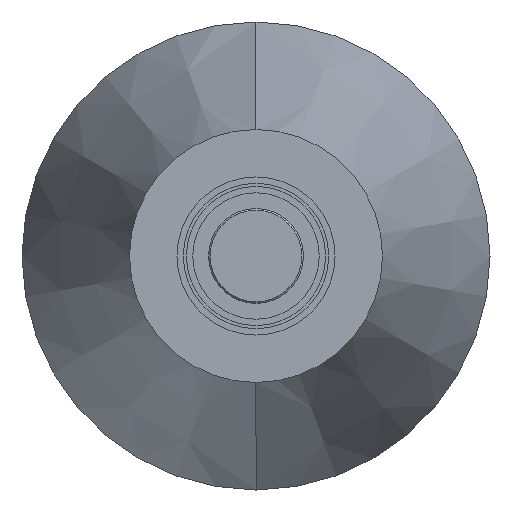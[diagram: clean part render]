
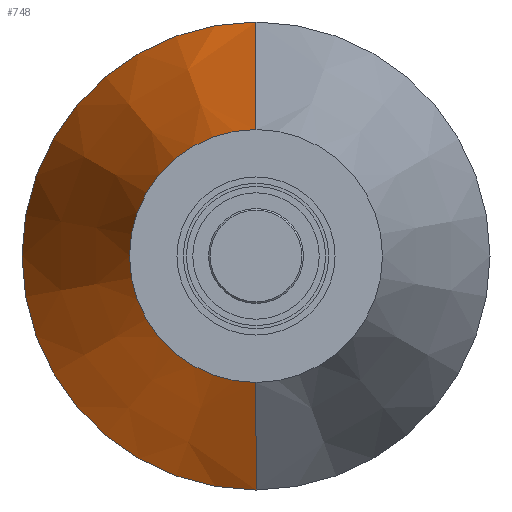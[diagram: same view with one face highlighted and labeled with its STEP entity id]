
A CAD part, left-side view. The second image highlights one B-rep face of the part: STEP entity #748.
In plain terms, the highlighted conical face has half-angle 16.858 degrees and reference radius 74 mm.
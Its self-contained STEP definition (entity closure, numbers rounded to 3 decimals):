
#10 = CARTESIAN_POINT ( 'NONE',  ( 157.6, 0., 0. ) ) ;
#45 = ORIENTED_EDGE ( 'NONE', *, *, #673, .F. ) ;
#122 = VERTEX_POINT ( 'NONE', #152 ) ;
#152 = CARTESIAN_POINT ( 'NONE',  ( 269.8, 0., -74. ) ) ;
#185 = CARTESIAN_POINT ( 'NONE',  ( 269.8, 0., 0. ) ) ;
#198 = EDGE_CURVE ( 'NONE', #336, #699, #683, .T. ) ;
#207 = LINE ( 'NONE', #286, #408 ) ;
#257 = CARTESIAN_POINT ( 'NONE',  ( 269.8, 0., 0. ) ) ;
#262 = DIRECTION ( 'NONE',  ( -1., 0., 0. ) ) ;
#269 = AXIS2_PLACEMENT_3D ( 'NONE', #10, #799, #723 ) ;
#286 = CARTESIAN_POINT ( 'NONE',  ( 269.8, 0., -74. ) ) ;
#336 = VERTEX_POINT ( 'NONE', #886 ) ;
#349 = CARTESIAN_POINT ( 'NONE',  ( 157.6, 0., -40. ) ) ;
#396 = DIRECTION ( 'NONE',  ( 0., 0., 1. ) ) ;
#408 = VECTOR ( 'NONE', #605, 1000. ) ;
#466 = ORIENTED_EDGE ( 'NONE', *, *, #791, .T. ) ;
#493 = CIRCLE ( 'NONE', #573, 74. ) ;
#554 = ORIENTED_EDGE ( 'NONE', *, *, #198, .T. ) ;
#573 = AXIS2_PLACEMENT_3D ( 'NONE', #185, #262, #396 ) ;
#590 = VECTOR ( 'NONE', #932, 1000. ) ;
#597 = ORIENTED_EDGE ( 'NONE', *, *, #850, .F. ) ;
#605 = DIRECTION ( 'NONE',  ( 0.957, 0., -0.29 ) ) ;
#637 = CIRCLE ( 'NONE', #269, 40. ) ;
#642 = DIRECTION ( 'NONE',  ( 0., 0., -1. ) ) ;
#651 = CONICAL_SURFACE ( 'NONE', #859, 74., 0.294 ) ;
#673 = EDGE_CURVE ( 'NONE', #336, #840, #637, .T. ) ;
#683 = LINE ( 'NONE', #702, #590 ) ;
#699 = VERTEX_POINT ( 'NONE', #807 ) ;
#702 = CARTESIAN_POINT ( 'NONE',  ( 269.8, 0., 74. ) ) ;
#723 = DIRECTION ( 'NONE',  ( 0., 0., 1. ) ) ;
#748 = ADVANCED_FACE ( 'NONE', ( #963 ), #651, .T. ) ;
#791 = EDGE_CURVE ( 'NONE', #699, #122, #493, .T. ) ;
#799 = DIRECTION ( 'NONE',  ( -1., 0., 0. ) ) ;
#807 = CARTESIAN_POINT ( 'NONE',  ( 269.8, 0., 74. ) ) ;
#840 = VERTEX_POINT ( 'NONE', #349 ) ;
#850 = EDGE_CURVE ( 'NONE', #840, #122, #207, .T. ) ;
#859 = AXIS2_PLACEMENT_3D ( 'NONE', #257, #876, #642 ) ;
#876 = DIRECTION ( 'NONE',  ( 1., 0., 0. ) ) ;
#886 = CARTESIAN_POINT ( 'NONE',  ( 157.6, 0., 40. ) ) ;
#932 = DIRECTION ( 'NONE',  ( 0.957, 0., 0.29 ) ) ;
#963 = FACE_OUTER_BOUND ( 'NONE', #965, .T. ) ;
#965 = EDGE_LOOP ( 'NONE', ( #45, #554, #466, #597 ) ) ;
